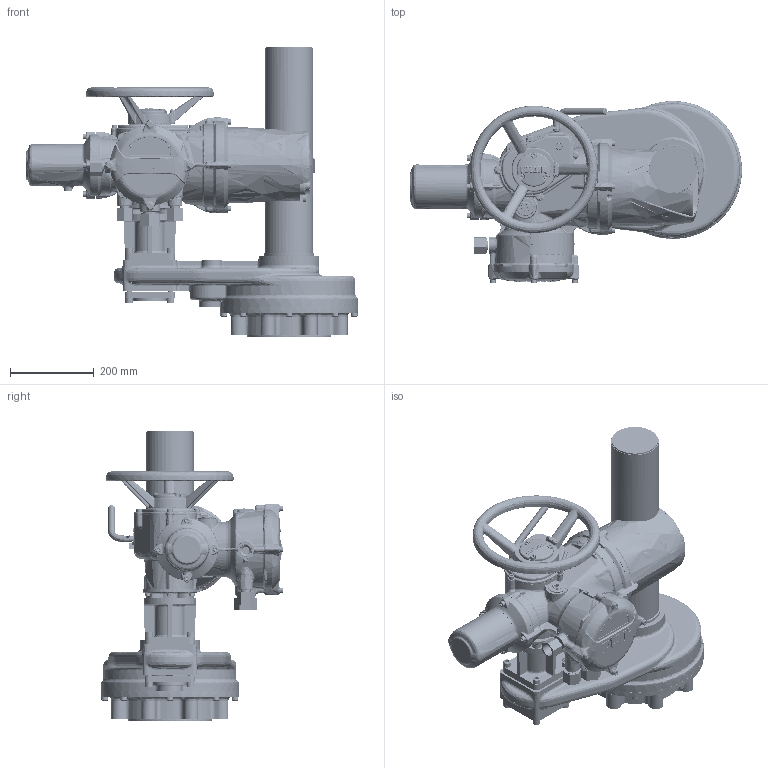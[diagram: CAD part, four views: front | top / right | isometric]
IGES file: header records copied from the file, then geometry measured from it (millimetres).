
Start section: C
Global section: file name: II1THWIS9STD.igs; native system: By Siemens PLM Incorporated; preprocessor: XPlus GENERIC/IGES 20.0.26; author: Author; organization: Title; date: 20190425.112552; units: millimetre
Bounding box: 794.35 x 436 x 694.35 mm (x, y, z)
Surface area: 2680063.6 mm2 (no closed solid volume)
Topology: 0 solids, 0 shells, 8521 faces, 47250 edges, 46876 vertices
Faces by surface type: bspline 8521
